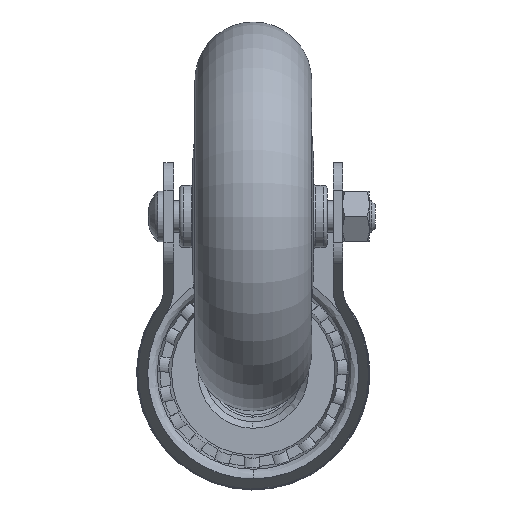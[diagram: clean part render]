
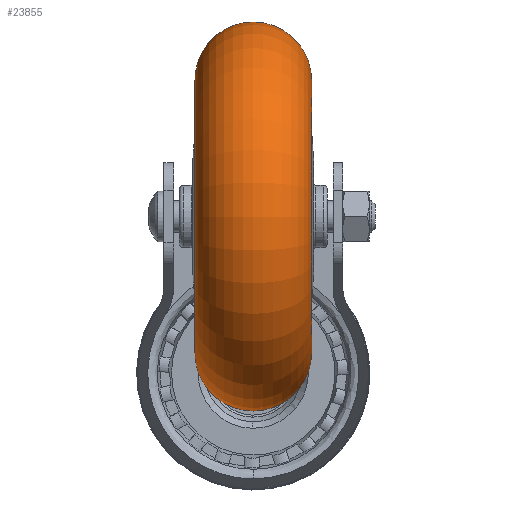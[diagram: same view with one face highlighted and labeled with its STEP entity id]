
A CAD part, front view. The second image highlights one B-rep face of the part: STEP entity #23855.
In plain terms, the highlighted toroidal (fillet/blend) face has major radius 35 mm and minor radius 15 mm.
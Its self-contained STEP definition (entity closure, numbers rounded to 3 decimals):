
#1896 = DIRECTION ( 'NONE',  ( 0., 0., 1. ) ) ;
#2589 = CARTESIAN_POINT ( 'NONE',  ( 15., 0., 35. ) ) ;
#3503 = VERTEX_POINT ( 'NONE', #43232 ) ;
#4359 = DIRECTION ( 'NONE',  ( 0., -1., 0. ) ) ;
#5398 = DIRECTION ( 'NONE',  ( 1., 0., 0. ) ) ;
#7458 = AXIS2_PLACEMENT_3D ( 'NONE', #47982, #25029, #1896 ) ;
#7570 = ORIENTED_EDGE ( 'NONE', *, *, #22412, .T. ) ;
#8026 = AXIS2_PLACEMENT_3D ( 'NONE', #31037, #42576, #19571 ) ;
#8777 = AXIS2_PLACEMENT_3D ( 'NONE', #33358, #10284, #37181 ) ;
#9527 = TOROIDAL_SURFACE ( 'NONE', #8026, 35., 15. ) ;
#10284 = DIRECTION ( 'NONE',  ( 1., 0., 0. ) ) ;
#11369 = CIRCLE ( 'NONE', #24704, 35. ) ;
#13092 = ORIENTED_EDGE ( 'NONE', *, *, #37866, .F. ) ;
#13836 = AXIS2_PLACEMENT_3D ( 'NONE', #27454, #4359, #31358 ) ;
#19571 = DIRECTION ( 'NONE',  ( 0., 0., -1. ) ) ;
#20521 = EDGE_LOOP ( 'NONE', ( #41156, #21453, #7570, #13092 ) ) ;
#20548 = CARTESIAN_POINT ( 'NONE',  ( 15., 0., -35. ) ) ;
#21376 = CARTESIAN_POINT ( 'NONE',  ( -15., 0., -35. ) ) ;
#21453 = ORIENTED_EDGE ( 'NONE', *, *, #27605, .T. ) ;
#21922 = CIRCLE ( 'NONE', #8777, 35. ) ;
#22412 = EDGE_CURVE ( 'NONE', #27529, #35904, #46266, .T. ) ;
#23855 = ADVANCED_FACE ( 'NONE', ( #27595 ), #9527, .T. ) ;
#24704 = AXIS2_PLACEMENT_3D ( 'NONE', #28517, #5398, #32392 ) ;
#25029 = DIRECTION ( 'NONE',  ( 0., 1., 0. ) ) ;
#27454 = CARTESIAN_POINT ( 'NONE',  ( 0., 0., -35. ) ) ;
#27529 = VERTEX_POINT ( 'NONE', #21376 ) ;
#27595 = FACE_OUTER_BOUND ( 'NONE', #20521, .T. ) ;
#27605 = EDGE_CURVE ( 'NONE', #3503, #27529, #21922, .T. ) ;
#28517 = CARTESIAN_POINT ( 'NONE',  ( 15., 0., 0. ) ) ;
#31037 = CARTESIAN_POINT ( 'NONE',  ( 0., 0., 0. ) ) ;
#31358 = DIRECTION ( 'NONE',  ( 0., 0., -1. ) ) ;
#32392 = DIRECTION ( 'NONE',  ( 0., 0., -1. ) ) ;
#33358 = CARTESIAN_POINT ( 'NONE',  ( -15., 0., 0. ) ) ;
#35904 = VERTEX_POINT ( 'NONE', #20548 ) ;
#37181 = DIRECTION ( 'NONE',  ( 0., 0., -1. ) ) ;
#37866 = EDGE_CURVE ( 'NONE', #48980, #35904, #11369, .T. ) ;
#41156 = ORIENTED_EDGE ( 'NONE', *, *, #46560, .F. ) ;
#42576 = DIRECTION ( 'NONE',  ( 1., 0., 0. ) ) ;
#43232 = CARTESIAN_POINT ( 'NONE',  ( -15., 0., 35. ) ) ;
#46266 = CIRCLE ( 'NONE', #13836, 15. ) ;
#46560 = EDGE_CURVE ( 'NONE', #3503, #48980, #47093, .T. ) ;
#47093 = CIRCLE ( 'NONE', #7458, 15. ) ;
#47982 = CARTESIAN_POINT ( 'NONE',  ( 0., 0., 35. ) ) ;
#48980 = VERTEX_POINT ( 'NONE', #2589 ) ;
